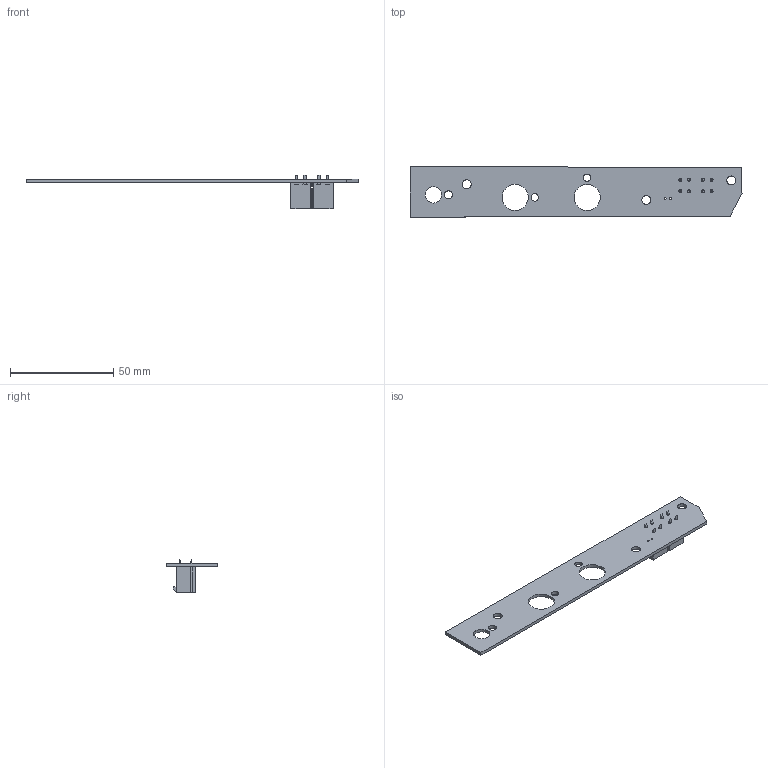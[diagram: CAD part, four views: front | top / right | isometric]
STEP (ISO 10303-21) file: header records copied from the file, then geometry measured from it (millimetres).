
FILE_DESCRIPTION(('KiCad electronic assembly'),'2;1');
FILE_NAME('HUD VID RCD PANEL.step','2023-01-09T13:00:42',('Pcbnew'),( 'Kicad'),'Open CASCADE STEP processor 7.6','KiCad to STEP converter' ,'Unknown');
FILE_SCHEMA(('AUTOMOTIVE_DESIGN { 1 0 10303 214 1 1 1 1 }'));
Length unit declared in the file: millimetre
Products named in the file (4): HUD VID RCD PANEL 1; Molex_Mini-Fit_Jr_5566-04A_2x02_P4.20mm_Vertical; SOLID; HUD VID RCD PANEL PCB
Assembly tree (4 placements, depth 3):
  HUD VID RCD PANEL 1
    Molex_Mini-Fit_Jr_5566-04A_2x02_P4.20mm_Vertical  x2
      SOLID
    HUD VID RCD PANEL PCB
Bounding box: 160.99 x 24.43 x 16.3 mm (x, y, z)
Volume: 6996.4 mm3; surface area: 10602.3 mm2
Topology: 3 solids, 3 shells, 284 faces, 758 edges, 504 vertices
Faces by surface type: plane 263, cylinder 21
Full cylindrical faces by diameter (mm): 0.9 x2, 1.4 x8, 3.572 x2, 3.969 x1, 4.3 x3, 7.938 x1, 12.7 x2
Entity records: 10450 total; most frequent: CARTESIAN_POINT 1915, DIRECTION 1566, LINE 1165, VECTOR 1165, ORIENTED_EDGE 830, PCURVE 830, DEFINITIONAL_REPRESENTATION 830, EDGE_CURVE 415
